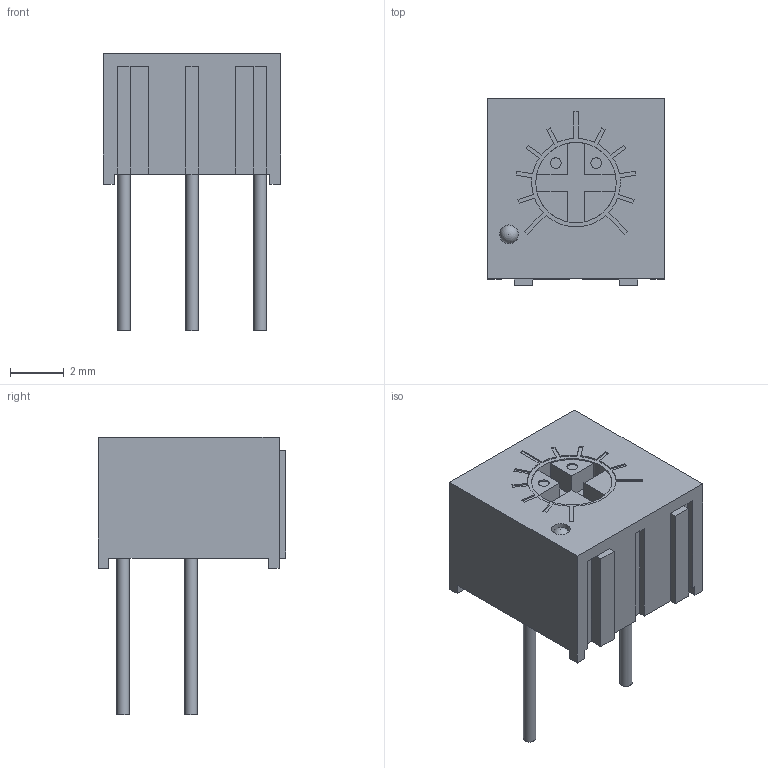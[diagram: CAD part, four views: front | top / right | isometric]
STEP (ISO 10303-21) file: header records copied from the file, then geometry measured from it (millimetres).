
FILE_DESCRIPTION(('FreeCAD Model'),'2;1');
FILE_NAME('Open CASCADE Shape Model','2024-04-06T19:04:38',(''),(''), 'Open CASCADE STEP processor 7.7','FreeCAD','Unknown');
FILE_SCHEMA(('AUTOMOTIVE_DESIGN { 1 0 10303 214 1 1 1 1 }'));
Length unit declared in the file: millimetre
Products named in the file (7): Part; Body; Pot; Polarity; Leg2; Leg3; Leg1
Assembly tree (6 placements, depth 2):
  Part
    Body
    Pot
    Polarity
    Leg2
    Leg3
    Leg1
Bounding box: 6.6 x 6.99 x 10.34 mm (x, y, z)
Volume: 199.4 mm3; surface area: 293.3 mm2
Topology: 6 solids, 6 shells, 118 faces, 301 edges, 199 vertices
Faces by surface type: plane 96, cylinder 21, sphere 1
Full cylindrical faces by diameter (mm): 0.4 x2, 0.46 x3, 0.7 x2, 3 x2
Entity records: 3705 total; most frequent: CARTESIAN_POINT 624, DIRECTION 603, ORIENTED_EDGE 600, EDGE_CURVE 300, LINE 247, VECTOR 247, VERTEX_POINT 199, AXIS2_PLACEMENT_3D 178
